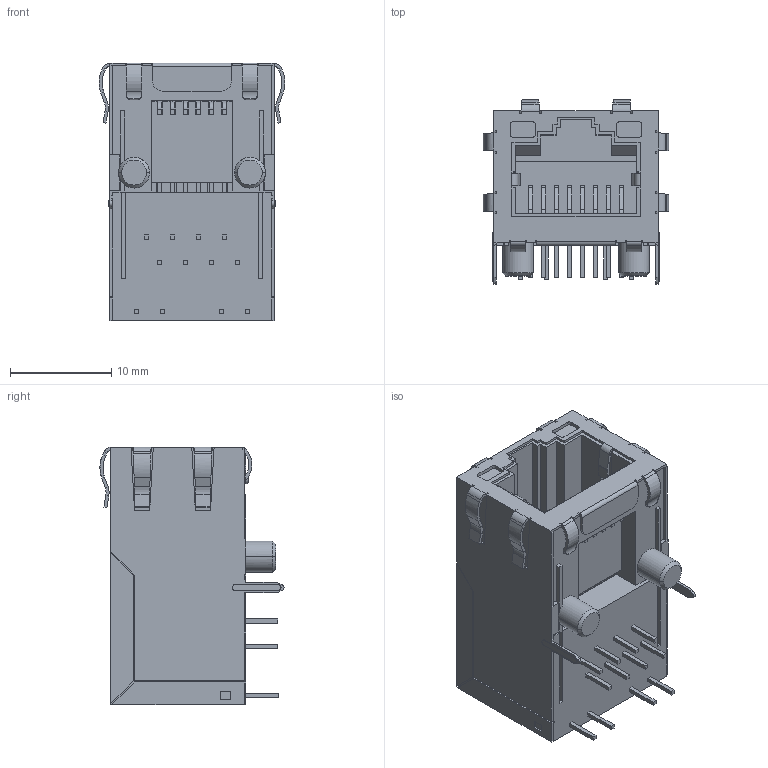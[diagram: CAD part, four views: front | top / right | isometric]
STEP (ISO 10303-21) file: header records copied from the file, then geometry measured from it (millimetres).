
FILE_DESCRIPTION(('STEP AP203'),'1');
FILE_NAME('48025-1190.stp','2021-02-17T08:04:04',('TraceParts'),('TraceParts S.A.'),'Spatial InterOp 3D',' ',' ');
FILE_SCHEMA(('CONFIG_CONTROL_DESIGN'));
Length unit declared in the file: millimetre
Products named in the file (1): 1
Bounding box: 18.34 x 18.16 x 25.4 mm (x, y, z)
Volume: 3326.7 mm3; surface area: 3701.6 mm2
Topology: 1 solids, 1 shells, 739 faces, 1972 edges, 1258 vertices
Faces by surface type: plane 553, cylinder 146, bspline 36, cone 4
Entity records: 23600 total; most frequent: CARTESIAN_POINT 5360, ORIENTED_EDGE 3944, DIRECTION 3480, EDGE_CURVE 1972, LINE 1616, VECTOR 1616, VERTEX_POINT 1258, AXIS2_PLACEMENT_3D 932
